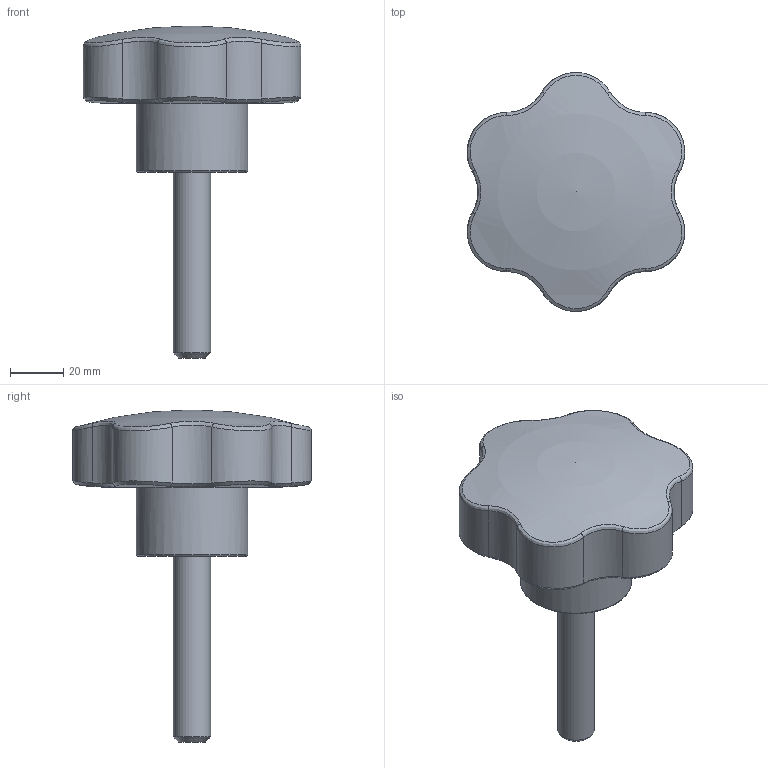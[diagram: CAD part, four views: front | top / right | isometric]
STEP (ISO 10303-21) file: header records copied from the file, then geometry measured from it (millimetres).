
FILE_DESCRIPTION( ( 'Unknown' ), '1' );
FILE_NAME( '6112460_VP90_M14x70.stp', 'Unknown', ( 'Unknown' ), ( 'Unknown' ), 'PSStep 11.0', 'Unknown', ' ' );
FILE_SCHEMA( ( 'AUTOMOTIVE_DESIGN { 1 0 10303 214 1 1 1 1 }' ) );
Length unit declared in the file: millimetre
Products named in the file (1): 6113125
Bounding box: 81.96 x 89.98 x 125 mm (x, y, z)
Volume: 149186.3 mm3; surface area: 31437.3 mm2
Topology: 1 solids, 2 shells, 74 faces, 186 edges, 115 vertices
Faces by surface type: bspline 25, plane 21, cylinder 15, torus 7, cone 5, sphere 1
Full cylindrical faces by diameter (mm): 11.835 x1, 14 x1, 42 x1
Entity records: 7892 total; most frequent: CARTESIAN_POINT 5842, ORIENTED_EDGE 332, DIRECTION 228, EDGE_CURVE 166, VERTEX_POINT 107, AXIS2_PLACEMENT_3D 96, EDGE_LOOP 84, B_SPLINE_CURVE_WITH_KNOTS 84
